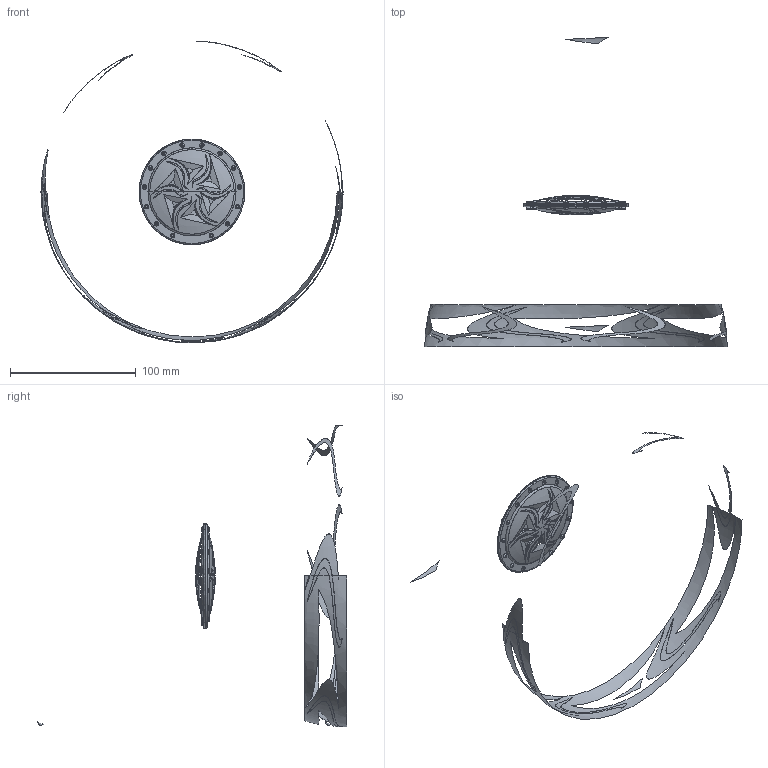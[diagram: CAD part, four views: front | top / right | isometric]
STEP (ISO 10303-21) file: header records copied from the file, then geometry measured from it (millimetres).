
FILE_DESCRIPTION(('FreeCAD Model'),'2;1');
FILE_NAME('Open CASCADE Shape Model','2025-05-04T10:00:31',('FreeCAD'),( 'FreeCAD'),'Open CASCADE STEP processor 7.6','FreeCAD','Unknown');
FILE_SCHEMA(('AUTOMOTIVE_DESIGN { 1 0 10303 214 1 1 1 1 }'));
Products named in the file (1): Open CASCADE STEP translator 7.6 1
Bounding box: 240.42 x 246.37 x 240.2 mm (x, y, z)
Surface area: 30723.9 mm2 (no closed solid volume)
Topology: 0 solids, 309 shells, 309 faces, 4947 edges, 4936 vertices
Faces by surface type: bspline 239, revolution 70
Entity records: 61189 total; most frequent: CARTESIAN_POINT 37450, ORIENTED_EDGE 4937, EDGE_CURVE 4937, VERTEX_POINT 4932, B_SPLINE_CURVE_WITH_KNOTS 4276, DIRECTION 1348, AXIS2_PLACEMENT_3D 576, CIRCLE 575
